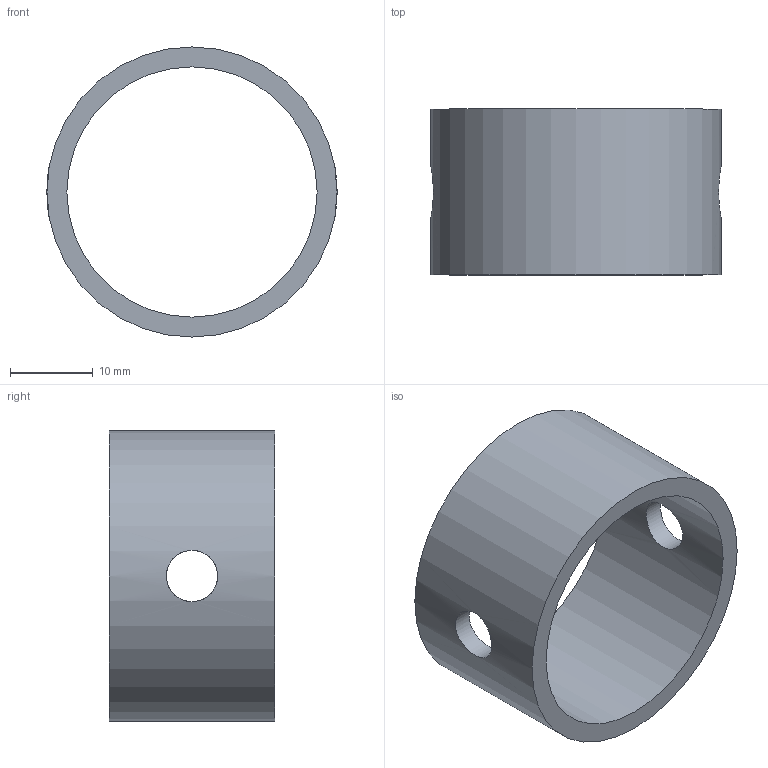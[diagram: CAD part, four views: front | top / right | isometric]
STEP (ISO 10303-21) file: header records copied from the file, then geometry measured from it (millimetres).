
FILE_DESCRIPTION(/* description */ (''),/* implementation_level */ '2;1');
FILE_NAME(/* name */ 'Clamp.step',/* time_stamp */ '2025-04-11T14:44:41+02:00',/* author */ (''),/* organization */ (''),/* preprocessor_version */ 'ST-DEVELOPER v20.1',/* originating_system */ 'Autodesk Translation Framework v14.4.0.0',/* authorisation */ '');
FILE_SCHEMA (('AUTOMOTIVE_DESIGN { 1 0 10303 214 3 1 1 }'));
Length unit declared in the file: millimetre
Products named in the file (1): Clamp
Bounding box: 35 x 20 x 35 mm (x, y, z)
Volume: 4770.4 mm3; surface area: 4561.3 mm2
Topology: 1 solids, 1 shells, 6 faces, 22 edges, 16 vertices
Faces by surface type: cylinder 4, plane 2
Full cylindrical faces by diameter (mm): 6.2 x2, 30.2 x1, 35 x1
Entity records: 403 total; most frequent: CARTESIAN_POINT 185, ORIENTED_EDGE 44, DIRECTION 28, EDGE_CURVE 22, VERTEX_POINT 16, B_SPLINE_CURVE_WITH_KNOTS 12, AXIS2_PLACEMENT_3D 11, EDGE_LOOP 10
